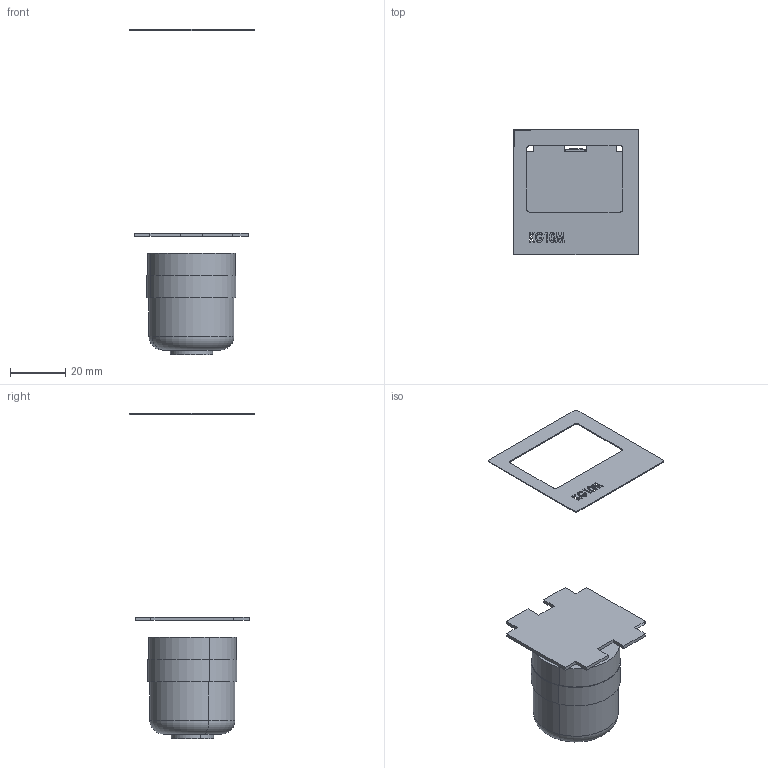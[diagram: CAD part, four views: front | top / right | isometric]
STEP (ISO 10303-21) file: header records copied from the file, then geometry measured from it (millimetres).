
FILE_DESCRIPTION (( 'STEP AP203' ), '1' );
FILE_NAME ('KG10M.STEP', '2020-12-15T01:36:40', ( 'admin' ), ( '' ), 'SwSTEP 2.0', 'SolidWorks 2014', '' );
FILE_SCHEMA (( 'CONFIG_CONTROL_DESIGN' ));
Length unit declared in the file: millimetre
Products named in the file (6): JSS48A奻脣_囀芧; JSS48A俋褲(崝酗)_囀芧; 菁啣; 48B梓齪; KG10M; CZS08S
Assembly tree (5 placements, depth 2):
  KG10M
    JSS48A奻脣_囀芧
    菁啣
    JSS48A俋褲(崝酗)_囀芧
    48B梓齪
    CZS08S
Bounding box: 45.3 x 45.3 x 117.6 mm (x, y, z)
Volume: 23874.5 mm3; surface area: 11724.7 mm2
Topology: 2 solids, 4 shells, 113 faces, 306 edges, 202 vertices
Faces by surface type: plane 73, bspline 20, cylinder 18, torus 2
Entity records: 34460 total; most frequent: CARTESIAN_POINT 10235, ORIENTED_EDGE 5039, DIRECTION 4494, EDGE_CURVE 2518, LINE 2093, VECTOR 2090, VERTEX_POINT 1553, AXIS2_PLACEMENT_3D 1202
